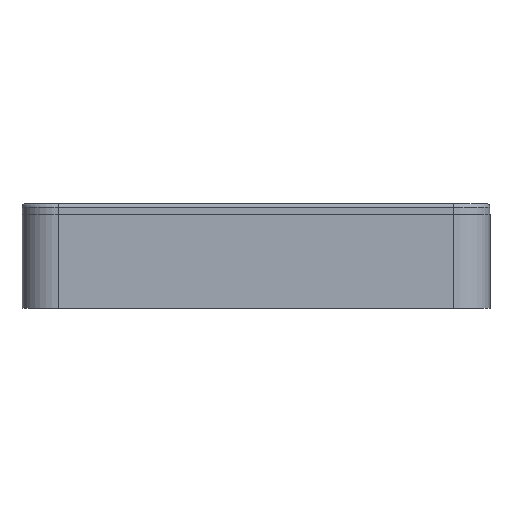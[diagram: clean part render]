
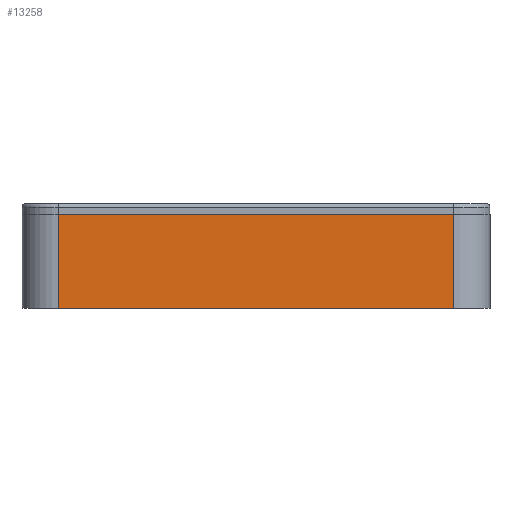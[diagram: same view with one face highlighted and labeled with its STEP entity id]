
A CAD part, left-side view. The second image highlights one B-rep face of the part: STEP entity #13258.
In plain terms, the highlighted planar face has unit normal (-1, 0, 0).
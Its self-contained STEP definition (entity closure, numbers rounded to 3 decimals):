
#1585=PLANE('',#13745);
#2351=LINE('',#24030,#3375);
#2356=LINE('',#24054,#3380);
#2357=LINE('',#24058,#3381);
#2358=LINE('',#24059,#3382);
#3375=VECTOR('',#14999,10.);
#3380=VECTOR('',#15024,10.);
#3381=VECTOR('',#15029,10.);
#3382=VECTOR('',#15030,10.);
#4267=FACE_OUTER_BOUND('',#5039,.T.);
#5039=EDGE_LOOP('',(#11520,#11521,#11522,#11523));
#6305=VERTEX_POINT('',#24027);
#6306=VERTEX_POINT('',#24029);
#6315=VERTEX_POINT('',#24053);
#6316=VERTEX_POINT('',#24057);
#8108=EDGE_CURVE('',#6305,#6306,#2351,.T.);
#8120=EDGE_CURVE('',#6306,#6315,#2356,.T.);
#8122=EDGE_CURVE('',#6316,#6305,#2357,.T.);
#8123=EDGE_CURVE('',#6315,#6316,#2358,.T.);
#11520=ORIENTED_EDGE('',*,*,#8120,.F.);
#11521=ORIENTED_EDGE('',*,*,#8108,.F.);
#11522=ORIENTED_EDGE('',*,*,#8122,.F.);
#11523=ORIENTED_EDGE('',*,*,#8123,.F.);
#13258=ADVANCED_FACE('',(#4267),#1585,.T.);
#13745=AXIS2_PLACEMENT_3D('',#24056,#15027,#15028);
#14999=DIRECTION('',(0.,-1.,0.));
#15024=DIRECTION('',(0.,0.,-1.));
#15027=DIRECTION('center_axis',(-1.,0.,0.));
#15028=DIRECTION('ref_axis',(0.,-1.,0.));
#15029=DIRECTION('',(0.,0.,1.));
#15030=DIRECTION('',(0.,1.,0.));
#24027=CARTESIAN_POINT('',(-60.,55.,13.));
#24029=CARTESIAN_POINT('',(-60.,0.336,13.));
#24030=CARTESIAN_POINT('',(-60.,-4.664,13.));
#24053=CARTESIAN_POINT('',(-60.,0.336,0.));
#24054=CARTESIAN_POINT('',(-60.,0.336,0.));
#24056=CARTESIAN_POINT('Origin',(-60.,60.,0.));
#24057=CARTESIAN_POINT('',(-60.,55.,0.));
#24058=CARTESIAN_POINT('',(-60.,55.,0.));
#24059=CARTESIAN_POINT('',(-60.,-4.664,0.));
